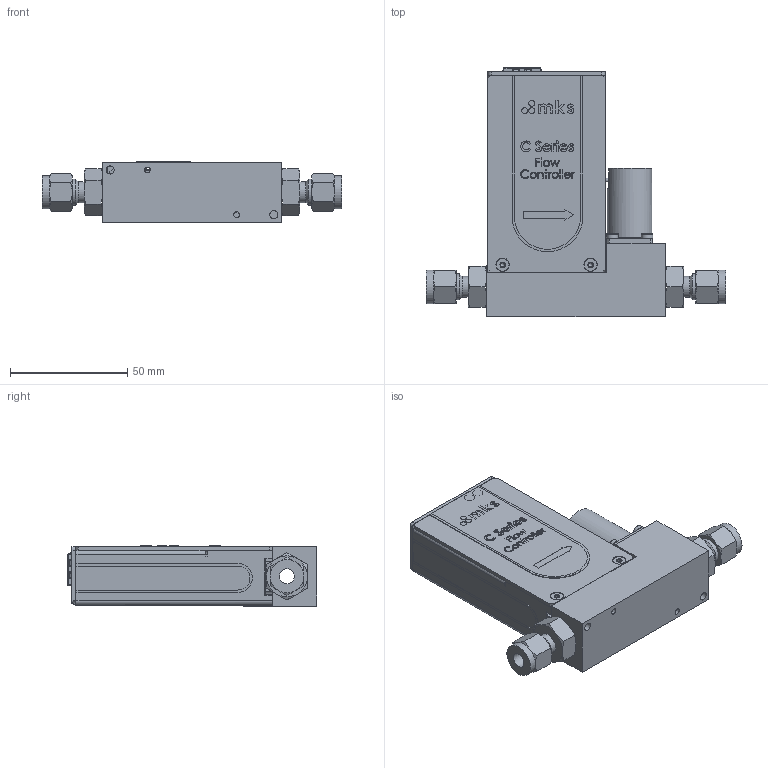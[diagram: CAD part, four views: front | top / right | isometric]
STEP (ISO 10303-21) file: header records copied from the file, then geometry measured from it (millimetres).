
FILE_DESCRIPTION (( 'STEP AP214' ), '1' );
FILE_NAME ('C-series_modbus_1-4_tube_MFC.STEP', '2019-03-20T18:18:44', ( '' ), ( '' ), 'SwSTEP 2.0', 'SolidWorks 2015', '' );
FILE_SCHEMA (( 'AUTOMOTIVE_DESIGN' ));
Length unit declared in the file: inch
Products named in the file (1): C-series_modbus_1-4_tube_MFC
Bounding box: 127.51 x 106.35 x 25.67 mm (x, y, z)
Surface area: 48788.6 mm2 (no closed solid volume)
Topology: 0 solids, 53 shells, 747 faces, 3634 edges, 2883 vertices
Faces by surface type: plane 413, cylinder 173, bspline 77, cone 76, torus 8
Full cylindrical faces by diameter (mm): 1.194 x3, 1.5 x1, 1.524 x2, 1.702 x1, 2 x2, 2.5 x2, 2.512 x1, 2.62 x1, 3.454 x2, 3.8 x1, 5 x4, 5.563 x1, 6.071 x1, 6.35 x2, 8.953 x2, 11.113 x2, 14.224 x2, 17 x2, 19 x1
Entity records: 54599 total; most frequent: CARTESIAN_POINT 18427, ORIENTED_EDGE 4868, DIRECTION 4651, EDGE_CURVE 3564, VERTEX_POINT 2866, LINE 2297, VECTOR 2297, AXIS2_PLACEMENT_3D 1177
